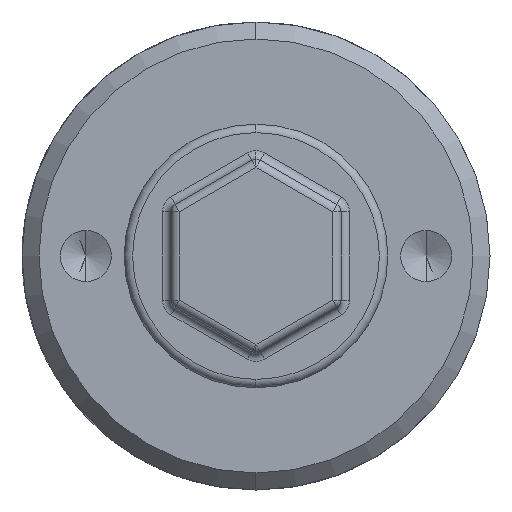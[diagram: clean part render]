
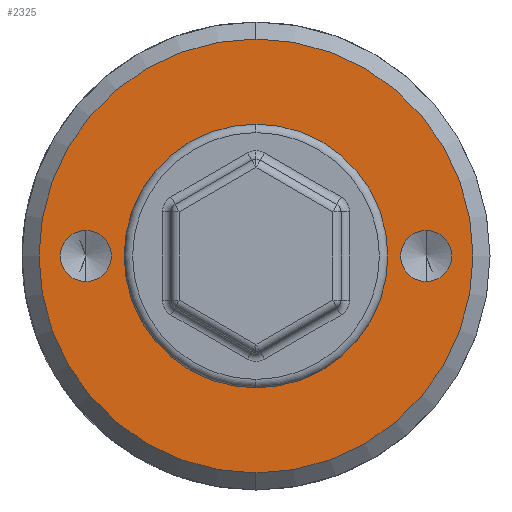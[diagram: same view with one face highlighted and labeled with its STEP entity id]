
A CAD part, left-side view. The second image highlights one B-rep face of the part: STEP entity #2325.
In plain terms, the highlighted planar face has unit normal (-1, 0, 0).
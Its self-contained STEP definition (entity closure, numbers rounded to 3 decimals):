
#405 = CARTESIAN_POINT ( 'NONE',  ( -70., 10., 0. ) ) ;
#554 = DIRECTION ( 'NONE',  ( 0., 0., 1. ) ) ;
#928 = CARTESIAN_POINT ( 'NONE',  ( -70., 0., -4.45 ) ) ;
#940 = CARTESIAN_POINT ( 'NONE',  ( -70., 10., -1.5 ) ) ;
#1377 = VERTEX_POINT ( 'NONE', #17154 ) ;
#1501 = ORIENTED_EDGE ( 'NONE', *, *, #3064, .T. ) ;
#1556 = AXIS2_PLACEMENT_3D ( 'NONE', #6288, #16122, #9560 ) ;
#1833 = ORIENTED_EDGE ( 'NONE', *, *, #16832, .T. ) ;
#1892 = AXIS2_PLACEMENT_3D ( 'NONE', #18803, #3807, #13854 ) ;
#1951 = ORIENTED_EDGE ( 'NONE', *, *, #17001, .F. ) ;
#2102 = CARTESIAN_POINT ( 'NONE',  ( -70., 0., 0. ) ) ;
#2325 = ADVANCED_FACE ( 'NONE', ( #14409, #10521, #12837, #15940 ), #19942, .T. ) ;
#3064 = EDGE_CURVE ( 'NONE', #1377, #13579, #8927, .T. ) ;
#3202 = DIRECTION ( 'NONE',  ( 0., 0., -1. ) ) ;
#3292 = CIRCLE ( 'NONE', #1556, 12.75 ) ;
#3701 = ORIENTED_EDGE ( 'NONE', *, *, #13546, .T. ) ;
#3764 = DIRECTION ( 'NONE',  ( 0., 0., -1. ) ) ;
#3807 = DIRECTION ( 'NONE',  ( -1., 0., 0. ) ) ;
#3849 = AXIS2_PLACEMENT_3D ( 'NONE', #6437, #14836, #3202 ) ;
#3866 = CARTESIAN_POINT ( 'NONE',  ( -70., 0., -12.75 ) ) ;
#4172 = DIRECTION ( 'NONE',  ( 0., 0., 1. ) ) ;
#4491 = CIRCLE ( 'NONE', #3849, 4.45 ) ;
#4523 = CARTESIAN_POINT ( 'NONE',  ( -70., -10., 0. ) ) ;
#4600 = DIRECTION ( 'NONE',  ( -1., 0., 0. ) ) ;
#5367 = EDGE_CURVE ( 'NONE', #16963, #9727, #11981, .T. ) ;
#5460 = DIRECTION ( 'NONE',  ( 1., 0., 0. ) ) ;
#5599 = DIRECTION ( 'NONE',  ( -1., 0., 0. ) ) ;
#5615 = CARTESIAN_POINT ( 'NONE',  ( -70., -10., 1.5 ) ) ;
#6288 = CARTESIAN_POINT ( 'NONE',  ( -70., 0., 0. ) ) ;
#6437 = CARTESIAN_POINT ( 'NONE',  ( -70., 0., 0. ) ) ;
#7518 = EDGE_LOOP ( 'NONE', ( #1833, #3701 ) ) ;
#7624 = EDGE_CURVE ( 'NONE', #9727, #16963, #10179, .T. ) ;
#7734 = EDGE_LOOP ( 'NONE', ( #18487, #1501 ) ) ;
#7967 = EDGE_LOOP ( 'NONE', ( #1951, #9428 ) ) ;
#8385 = VERTEX_POINT ( 'NONE', #940 ) ;
#8654 = CARTESIAN_POINT ( 'NONE',  ( -70., 0., 0. ) ) ;
#8927 = CIRCLE ( 'NONE', #13524, 4.45 ) ;
#8951 = AXIS2_PLACEMENT_3D ( 'NONE', #12444, #14113, #4172 ) ;
#9428 = ORIENTED_EDGE ( 'NONE', *, *, #13405, .F. ) ;
#9560 = DIRECTION ( 'NONE',  ( 0., 0., 1. ) ) ;
#9727 = VERTEX_POINT ( 'NONE', #5615 ) ;
#10179 = CIRCLE ( 'NONE', #1892, 1.5 ) ;
#10227 = CIRCLE ( 'NONE', #8951, 1.5 ) ;
#10410 = CARTESIAN_POINT ( 'NONE',  ( -70., 0., 0. ) ) ;
#10500 = VERTEX_POINT ( 'NONE', #14384 ) ;
#10521 = FACE_BOUND ( 'NONE', #7967, .T. ) ;
#10587 = CIRCLE ( 'NONE', #21318, 12.75 ) ;
#10601 = AXIS2_PLACEMENT_3D ( 'NONE', #405, #11917, #16874 ) ;
#11031 = EDGE_CURVE ( 'NONE', #13579, #1377, #4491, .T. ) ;
#11114 = CIRCLE ( 'NONE', #10601, 1.5 ) ;
#11917 = DIRECTION ( 'NONE',  ( -1., 0., 0. ) ) ;
#11981 = CIRCLE ( 'NONE', #16291, 1.5 ) ;
#12418 = VERTEX_POINT ( 'NONE', #17861 ) ;
#12444 = CARTESIAN_POINT ( 'NONE',  ( -70., 10., 0. ) ) ;
#12837 = FACE_BOUND ( 'NONE', #20841, .T. ) ;
#13008 = ORIENTED_EDGE ( 'NONE', *, *, #5367, .F. ) ;
#13405 = EDGE_CURVE ( 'NONE', #8385, #10500, #11114, .T. ) ;
#13524 = AXIS2_PLACEMENT_3D ( 'NONE', #2102, #5460, #3764 ) ;
#13546 = EDGE_CURVE ( 'NONE', #12418, #19376, #10587, .T. ) ;
#13579 = VERTEX_POINT ( 'NONE', #928 ) ;
#13854 = DIRECTION ( 'NONE',  ( 0., 0., 1. ) ) ;
#14113 = DIRECTION ( 'NONE',  ( -1., 0., 0. ) ) ;
#14384 = CARTESIAN_POINT ( 'NONE',  ( -70., 10., 1.5 ) ) ;
#14409 = FACE_OUTER_BOUND ( 'NONE', #7518, .T. ) ;
#14836 = DIRECTION ( 'NONE',  ( 1., 0., 0. ) ) ;
#15940 = FACE_BOUND ( 'NONE', #7734, .T. ) ;
#16017 = DIRECTION ( 'NONE',  ( 0., 0., 1. ) ) ;
#16122 = DIRECTION ( 'NONE',  ( -1., 0., 0. ) ) ;
#16291 = AXIS2_PLACEMENT_3D ( 'NONE', #4523, #4600, #16017 ) ;
#16784 = DIRECTION ( 'NONE',  ( -1., 0., 0. ) ) ;
#16832 = EDGE_CURVE ( 'NONE', #19376, #12418, #3292, .T. ) ;
#16874 = DIRECTION ( 'NONE',  ( 0., 0., 1. ) ) ;
#16963 = VERTEX_POINT ( 'NONE', #20261 ) ;
#17001 = EDGE_CURVE ( 'NONE', #10500, #8385, #10227, .T. ) ;
#17154 = CARTESIAN_POINT ( 'NONE',  ( -70., 0., 4.45 ) ) ;
#17570 = ORIENTED_EDGE ( 'NONE', *, *, #7624, .F. ) ;
#17861 = CARTESIAN_POINT ( 'NONE',  ( -70., 0., 12.75 ) ) ;
#18487 = ORIENTED_EDGE ( 'NONE', *, *, #11031, .T. ) ;
#18803 = CARTESIAN_POINT ( 'NONE',  ( -70., -10., 0. ) ) ;
#19146 = AXIS2_PLACEMENT_3D ( 'NONE', #8654, #16784, #20079 ) ;
#19376 = VERTEX_POINT ( 'NONE', #3866 ) ;
#19942 = PLANE ( 'NONE',  #19146 ) ;
#20079 = DIRECTION ( 'NONE',  ( 0., 0., 1. ) ) ;
#20261 = CARTESIAN_POINT ( 'NONE',  ( -70., -10., -1.5 ) ) ;
#20841 = EDGE_LOOP ( 'NONE', ( #17570, #13008 ) ) ;
#21318 = AXIS2_PLACEMENT_3D ( 'NONE', #10410, #5599, #554 ) ;
